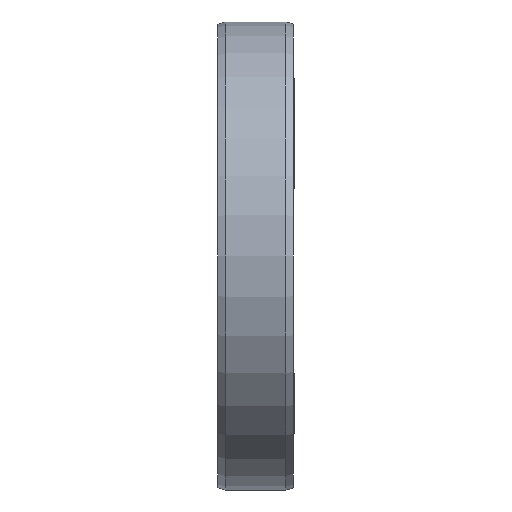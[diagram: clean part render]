
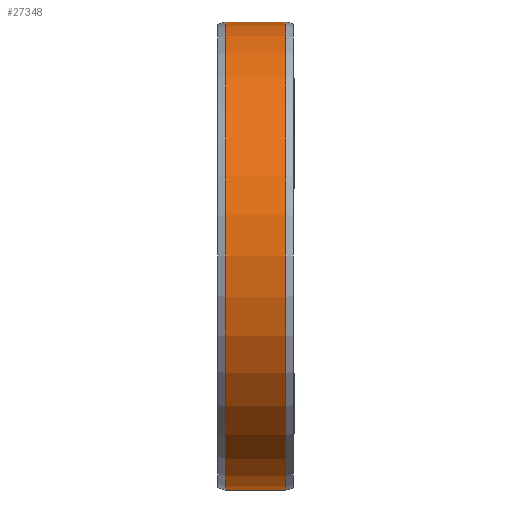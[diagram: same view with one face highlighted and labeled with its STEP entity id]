
A CAD part, left-side view. The second image highlights one B-rep face of the part: STEP entity #27348.
In plain terms, the highlighted cylindrical face has radius 31 mm (diameter 62 mm), a partial arc.
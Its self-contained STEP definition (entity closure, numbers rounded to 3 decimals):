
#26624=CARTESIAN_POINT('',(0.,-4.,0.));
#26625=DIRECTION('',(0.,1.,0.));
#26626=DIRECTION('',(0.,0.,-1.));
#26627=AXIS2_PLACEMENT_3D('',#26624,#26625,#26626);
#26632=DIRECTION('',(0.,1.,0.));
#26633=VECTOR('',#26632,8.);
#26634=CARTESIAN_POINT('',(0.,-4.,-31.));
#26635=LINE('',#26634,#26633);
#26647=DIRECTION('',(0.,1.,0.));
#26648=VECTOR('',#26647,8.);
#26649=CARTESIAN_POINT('',(0.,-4.,31.));
#26650=LINE('',#26649,#26648);
#26676=CARTESIAN_POINT('',(0.,4.,0.));
#26677=DIRECTION('',(0.,1.,0.));
#26678=DIRECTION('',(0.,0.,-1.));
#26679=AXIS2_PLACEMENT_3D('',#26676,#26677,#26678);
#26985=CARTESIAN_POINT('',(0.,-4.,-31.));
#26987=VERTEX_POINT('',#26985);
#26988=CARTESIAN_POINT('',(0.,4.,-31.));
#26989=VERTEX_POINT('',#26988);
#27029=CARTESIAN_POINT('',(0.,-4.,31.));
#27031=VERTEX_POINT('',#27029);
#27032=CARTESIAN_POINT('',(0.,4.,31.));
#27033=VERTEX_POINT('',#27032);
#27334=CARTESIAN_POINT('',(0.,-5.5,0.));
#27335=DIRECTION('',(0.,1.,0.));
#27336=DIRECTION('',(0.,0.,-1.));
#27337=AXIS2_PLACEMENT_3D('',#27334,#27335,#27336);
#27338=CYLINDRICAL_SURFACE('',#27337,31.);
#27340=ORIENTED_EDGE('',*,*,#27339,.T.);
#27342=ORIENTED_EDGE('',*,*,#27341,.T.);
#27344=ORIENTED_EDGE('',*,*,#27343,.F.);
#27345=ORIENTED_EDGE('',*,*,#27327,.F.);
#27346=EDGE_LOOP('',(#27340,#27342,#27344,#27345));
#27347=FACE_OUTER_BOUND('',#27346,.F.);
#26628=CIRCLE('',#26627,31.);
#26680=CIRCLE('',#26679,31.);
#27327=EDGE_CURVE('',#26987,#27031,#26628,.T.);
#27339=EDGE_CURVE('',#26987,#26989,#26635,.T.);
#27341=EDGE_CURVE('',#26989,#27033,#26680,.T.);
#27343=EDGE_CURVE('',#27031,#27033,#26650,.T.);
#27348=ADVANCED_FACE('',(#27347),#27338,.T.);
